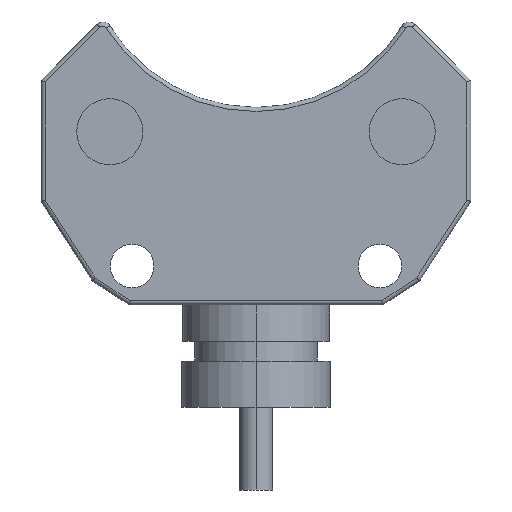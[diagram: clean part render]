
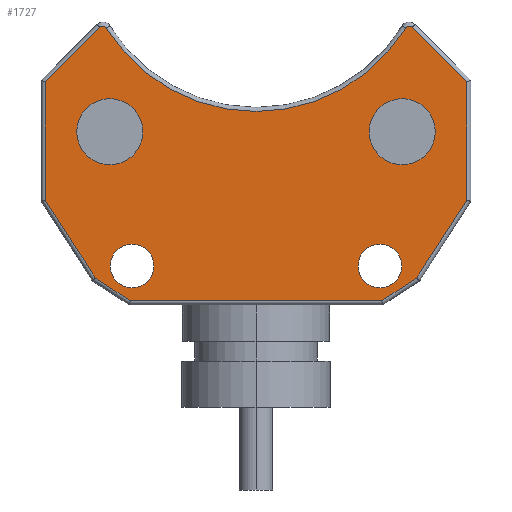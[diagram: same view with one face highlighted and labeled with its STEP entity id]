
A CAD part, front view. The second image highlights one B-rep face of the part: STEP entity #1727.
In plain terms, the highlighted planar face has unit normal (0, -1, 0).
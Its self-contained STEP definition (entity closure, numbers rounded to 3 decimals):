
#40=DIRECTION('',(-0.541,0.,0.841));
#41=VECTOR('',#40,11.211);
#42=CARTESIAN_POINT('',(-19.435,0.,-15.458));
#43=LINE('',#42,#41);
#48=DIRECTION('',(0.707,0.,0.707));
#49=VECTOR('',#48,9.344);
#50=CARTESIAN_POINT('',(-25.5,0.,8.278));
#51=LINE('',#50,#49);
#55=CARTESIAN_POINT('',(-18.54,0.,14.532));
#56=DIRECTION('',(0.,1.,0.));
#57=DIRECTION('',(-0.707,0.,0.707));
#58=AXIS2_PLACEMENT_3D('',#55,#56,#57);
#63=CARTESIAN_POINT('',(0.,0.,26.));
#64=DIRECTION('',(0.,-1.,0.));
#65=DIRECTION('',(-0.85,0.,-0.526));
#66=AXIS2_PLACEMENT_3D('',#63,#64,#65);
#71=CARTESIAN_POINT('',(18.54,0.,14.532));
#72=DIRECTION('',(0.,1.,0.));
#73=DIRECTION('',(-0.851,0.,0.526));
#74=AXIS2_PLACEMENT_3D('',#71,#72,#73);
#79=DIRECTION('',(0.707,0.,-0.707));
#80=VECTOR('',#79,9.344);
#81=CARTESIAN_POINT('',(18.893,0.,14.885));
#82=LINE('',#81,#80);
#86=DIRECTION('',(-0.541,0.,-0.841));
#87=VECTOR('',#86,11.211);
#88=CARTESIAN_POINT('',(25.5,0.,-6.029));
#89=LINE('',#88,#87);
#93=DIRECTION('',(-0.838,0.,-0.546));
#94=VECTOR('',#93,5.043);
#95=CARTESIAN_POINT('',(19.435,0.,-15.458));
#96=LINE('',#95,#94);
#100=DIRECTION('',(-0.838,0.,0.546));
#101=VECTOR('',#100,5.043);
#102=CARTESIAN_POINT('',(-15.211,0.,-18.213));
#103=LINE('',#102,#101);
#107=CARTESIAN_POINT('',(15.,0.,-14.));
#108=DIRECTION('',(0.,-1.,0.));
#109=DIRECTION('',(-1.,0.,0.));
#110=AXIS2_PLACEMENT_3D('',#107,#108,#109);
#115=CARTESIAN_POINT('',(15.,0.,-14.));
#116=DIRECTION('',(0.,-1.,0.));
#117=DIRECTION('',(1.,0.,0.));
#118=AXIS2_PLACEMENT_3D('',#115,#116,#117);
#123=CARTESIAN_POINT('',(-15.,0.,-14.));
#124=DIRECTION('',(0.,-1.,0.));
#125=DIRECTION('',(-1.,0.,0.));
#126=AXIS2_PLACEMENT_3D('',#123,#124,#125);
#131=CARTESIAN_POINT('',(-15.,0.,-14.));
#132=DIRECTION('',(0.,-1.,0.));
#133=DIRECTION('',(1.,0.,0.));
#134=AXIS2_PLACEMENT_3D('',#131,#132,#133);
#139=CARTESIAN_POINT('',(-17.7,0.,2.25));
#140=DIRECTION('',(0.,-1.,0.));
#141=DIRECTION('',(1.,0.,0.));
#142=AXIS2_PLACEMENT_3D('',#139,#140,#141);
#147=CARTESIAN_POINT('',(-17.7,0.,2.25));
#148=DIRECTION('',(0.,-1.,0.));
#149=DIRECTION('',(-1.,0.,0.));
#150=AXIS2_PLACEMENT_3D('',#147,#148,#149);
#155=CARTESIAN_POINT('',(17.7,0.,2.25));
#156=DIRECTION('',(0.,-1.,0.));
#157=DIRECTION('',(1.,0.,0.));
#158=AXIS2_PLACEMENT_3D('',#155,#156,#157);
#163=CARTESIAN_POINT('',(17.7,0.,2.25));
#164=DIRECTION('',(0.,-1.,0.));
#165=DIRECTION('',(-1.,0.,0.));
#166=AXIS2_PLACEMENT_3D('',#163,#164,#165);
#458=DIRECTION('',(1.,0.,0.));
#459=VECTOR('',#458,30.421);
#460=CARTESIAN_POINT('',(-15.211,0.,-18.213));
#461=LINE('',#460,#459);
#597=DIRECTION('',(0.,0.,1.));
#598=VECTOR('',#597,14.307);
#599=CARTESIAN_POINT('',(25.5,0.,-6.029));
#600=LINE('',#599,#598);
#855=DIRECTION('',(0.,0.,-1.));
#856=VECTOR('',#855,14.307);
#857=CARTESIAN_POINT('',(-25.5,0.,8.278));
#858=LINE('',#857,#856);
#1449=CARTESIAN_POINT('',(-19.435,0.,-15.458));
#1450=CARTESIAN_POINT('',(-25.5,0.,-6.029));
#1451=VERTEX_POINT('',#1449);
#1452=VERTEX_POINT('',#1450);
#1453=CARTESIAN_POINT('',(-25.5,0.,8.278));
#1454=VERTEX_POINT('',#1453);
#1455=CARTESIAN_POINT('',(-18.893,0.,
14.885));
#1456=VERTEX_POINT('',#1455);
#1457=CARTESIAN_POINT('',(-18.114,0.,
14.795));
#1458=VERTEX_POINT('',#1457);
#1459=CARTESIAN_POINT('',(18.114,0.,
14.795));
#1460=VERTEX_POINT('',#1459);
#1461=CARTESIAN_POINT('',(18.893,0.,
14.885));
#1462=VERTEX_POINT('',#1461);
#1463=CARTESIAN_POINT('',(25.5,0.,8.278));
#1464=VERTEX_POINT('',#1463);
#1465=CARTESIAN_POINT('',(25.5,0.,-6.029));
#1466=VERTEX_POINT('',#1465);
#1467=CARTESIAN_POINT('',(19.435,0.,-15.458));
#1468=VERTEX_POINT('',#1467);
#1469=CARTESIAN_POINT('',(15.211,0.,-18.213));
#1470=VERTEX_POINT('',#1469);
#1471=CARTESIAN_POINT('',(-15.211,0.,-18.213));
#1472=VERTEX_POINT('',#1471);
#1473=CARTESIAN_POINT('',(12.35,0.,-14.));
#1474=CARTESIAN_POINT('',(17.65,0.,-14.));
#1475=VERTEX_POINT('',#1473);
#1476=VERTEX_POINT('',#1474);
#1477=CARTESIAN_POINT('',(-17.65,0.,-14.));
#1478=CARTESIAN_POINT('',(-12.35,0.,-14.));
#1479=VERTEX_POINT('',#1477);
#1480=VERTEX_POINT('',#1478);
#1632=CARTESIAN_POINT('',(-13.7,0.,2.25));
#1633=CARTESIAN_POINT('',(-21.7,0.,2.25));
#1634=VERTEX_POINT('',#1632);
#1635=VERTEX_POINT('',#1633);
#1636=CARTESIAN_POINT('',(21.7,0.,2.25));
#1637=CARTESIAN_POINT('',(13.7,0.,2.25));
#1638=VERTEX_POINT('',#1636);
#1639=VERTEX_POINT('',#1637);
#1672=CARTESIAN_POINT('',(0.,0.,0.));
#1673=DIRECTION('',(0.,1.,0.));
#1674=DIRECTION('',(1.,0.,0.));
#1675=AXIS2_PLACEMENT_3D('',#1672,#1673,#1674);
#1676=PLANE('',#1675);
#1678=ORIENTED_EDGE('',*,*,#1677,.T.);
#1680=ORIENTED_EDGE('',*,*,#1679,.F.);
#1682=ORIENTED_EDGE('',*,*,#1681,.T.);
#1684=ORIENTED_EDGE('',*,*,#1683,.T.);
#1686=ORIENTED_EDGE('',*,*,#1685,.T.);
#1688=ORIENTED_EDGE('',*,*,#1687,.T.);
#1690=ORIENTED_EDGE('',*,*,#1689,.T.);
#1692=ORIENTED_EDGE('',*,*,#1691,.F.);
#1694=ORIENTED_EDGE('',*,*,#1693,.T.);
#1696=ORIENTED_EDGE('',*,*,#1695,.T.);
#1698=ORIENTED_EDGE('',*,*,#1697,.F.);
#1700=ORIENTED_EDGE('',*,*,#1699,.T.);
#1701=EDGE_LOOP('',(#1678,#1680,#1682,#1684,#1686,#1688,#1690,#1692,#1694,#1696,
#1698,#1700));
#1702=FACE_OUTER_BOUND('',#1701,.F.);
#1704=ORIENTED_EDGE('',*,*,#1703,.T.);
#1706=ORIENTED_EDGE('',*,*,#1705,.T.);
#1707=EDGE_LOOP('',(#1704,#1706));
#1708=FACE_BOUND('',#1707,.F.);
#1710=ORIENTED_EDGE('',*,*,#1709,.T.);
#1712=ORIENTED_EDGE('',*,*,#1711,.T.);
#1713=EDGE_LOOP('',(#1710,#1712));
#1714=FACE_BOUND('',#1713,.F.);
#1716=ORIENTED_EDGE('',*,*,#1715,.T.);
#1718=ORIENTED_EDGE('',*,*,#1717,.T.);
#1719=EDGE_LOOP('',(#1716,#1718));
#1720=FACE_BOUND('',#1719,.F.);
#1722=ORIENTED_EDGE('',*,*,#1721,.T.);
#1724=ORIENTED_EDGE('',*,*,#1723,.T.);
#1725=EDGE_LOOP('',(#1722,#1724));
#1726=FACE_BOUND('',#1725,.F.);
#1727=ADVANCED_FACE('',(#1702,#1708,#1714,#1720,#1726),#1676,.F.);
#59=CIRCLE('',#58,0.5);
#67=CIRCLE('',#66,21.3);
#75=CIRCLE('',#74,0.5);
#111=CIRCLE('',#110,2.65);
#119=CIRCLE('',#118,2.65);
#127=CIRCLE('',#126,2.65);
#135=CIRCLE('',#134,2.65);
#143=CIRCLE('',#142,4.);
#151=CIRCLE('',#150,4.);
#159=CIRCLE('',#158,4.);
#167=CIRCLE('',#166,4.);
#1677=EDGE_CURVE('',#1451,#1452,#43,.T.);
#1679=EDGE_CURVE('',#1454,#1452,#858,.T.);
#1681=EDGE_CURVE('',#1454,#1456,#51,.T.);
#1683=EDGE_CURVE('',#1456,#1458,#59,.T.);
#1685=EDGE_CURVE('',#1458,#1460,#67,.T.);
#1687=EDGE_CURVE('',#1460,#1462,#75,.T.);
#1689=EDGE_CURVE('',#1462,#1464,#82,.T.);
#1691=EDGE_CURVE('',#1466,#1464,#600,.T.);
#1693=EDGE_CURVE('',#1466,#1468,#89,.T.);
#1695=EDGE_CURVE('',#1468,#1470,#96,.T.);
#1697=EDGE_CURVE('',#1472,#1470,#461,.T.);
#1699=EDGE_CURVE('',#1472,#1451,#103,.T.);
#1703=EDGE_CURVE('',#1475,#1476,#111,.T.);
#1705=EDGE_CURVE('',#1476,#1475,#119,.T.);
#1709=EDGE_CURVE('',#1479,#1480,#127,.T.);
#1711=EDGE_CURVE('',#1480,#1479,#135,.T.);
#1715=EDGE_CURVE('',#1634,#1635,#143,.T.);
#1717=EDGE_CURVE('',#1635,#1634,#151,.T.);
#1721=EDGE_CURVE('',#1638,#1639,#159,.T.);
#1723=EDGE_CURVE('',#1639,#1638,#167,.T.);
